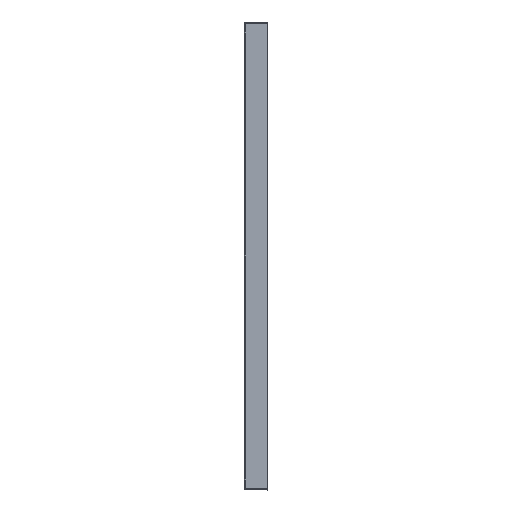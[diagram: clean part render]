
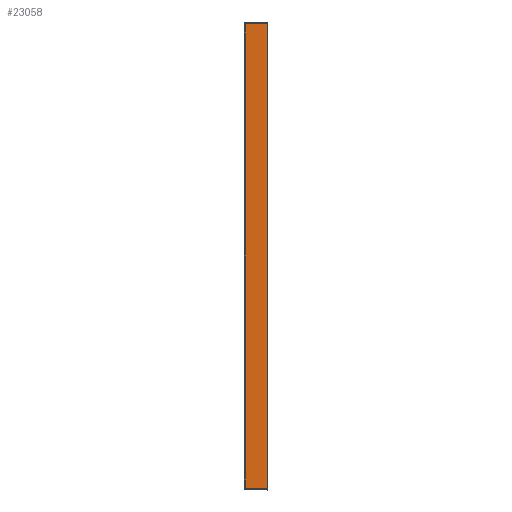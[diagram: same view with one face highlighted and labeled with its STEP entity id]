
A CAD part, left-side view. The second image highlights one B-rep face of the part: STEP entity #23058.
In plain terms, the highlighted planar face has unit normal (-0.999, 0.035, 0).
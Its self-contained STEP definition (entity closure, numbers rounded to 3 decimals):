
#389=CARTESIAN_POINT('',(-700.,-40.,435.501));
#1524=CARTESIAN_POINT('',(-698.673,-1.986,
327.5));
#1564=DIRECTION('',(0.,0.,-1.));
#1565=VECTOR('',#1564,796.002);
#1566=CARTESIAN_POINT('',(-700.,-40.,
435.501));
#1567=LINE('',#1566,#1565);
#1568=DIRECTION('',(0.035,0.999,0.035));
#1569=VECTOR('',#1568,38.115);
#1570=CARTESIAN_POINT('',(-700.,-40.,
-360.501));
#1571=LINE('',#1570,#1569);
#1572=CARTESIAN_POINT('',(-698.671,-1.932,
-359.172));
#1573=CARTESIAN_POINT('',(-698.671,-1.935,
-354.513));
#1574=CARTESIAN_POINT('',(-698.671,-1.942,
-345.418));
#1575=CARTESIAN_POINT('',(-698.671,-1.952,
-332.428));
#1576=CARTESIAN_POINT('',(-698.672,-1.96,
-320.13));
#1577=CARTESIAN_POINT('',(-698.672,-1.968,
-307.92));
#1578=CARTESIAN_POINT('',(-698.672,-1.974,
-297.297));
#1579=CARTESIAN_POINT('',(-698.672,-1.979,
-286.014));
#1580=CARTESIAN_POINT('',(-698.672,-1.983,
-275.209));
#1581=CARTESIAN_POINT('',(-698.673,-1.986,
-264.294));
#1582=CARTESIAN_POINT('',(-698.673,-1.986,
-256.494));
#1583=CARTESIAN_POINT('',(-698.673,-1.986,
-252.5));
#1585=CARTESIAN_POINT('',(-698.673,-1.986,
-252.5));
#1586=CARTESIAN_POINT('',(-698.673,-1.986,
-221.007));
#1587=CARTESIAN_POINT('',(-698.672,-1.97,
-158.127));
#1588=CARTESIAN_POINT('',(-698.671,-1.933,
-61.461));
#1589=CARTESIAN_POINT('',(-698.67,-1.924,
3.713));
#1590=CARTESIAN_POINT('',(-698.671,-1.93,
37.5));
#1592=DIRECTION('',(0.,0.,1.));
#1593=VECTOR('',#1592,290.);
#1594=CARTESIAN_POINT('',(-698.671,-1.93,
37.5));
#1595=LINE('',#1594,#1593);
#1596=CARTESIAN_POINT('',(-698.673,-1.986,
327.5));
#1597=CARTESIAN_POINT('',(-698.673,-1.986,
339.368));
#1598=CARTESIAN_POINT('',(-698.672,-1.98,
362.925));
#1599=CARTESIAN_POINT('',(-698.672,-1.959,
398.482));
#1600=CARTESIAN_POINT('',(-698.671,-1.941,
422.171));
#1601=CARTESIAN_POINT('',(-698.671,-1.932,
434.172));
#1603=DIRECTION('',(-0.035,-0.999,0.035));
#1604=VECTOR('',#1603,38.115);
#1605=CARTESIAN_POINT('',(-698.671,-1.932,
434.172));
#1606=LINE('',#1605,#1604);
#19000=CARTESIAN_POINT('',(-698.671,-1.932,
434.172));
#19001=VERTEX_POINT('',#19000);
#19002=VERTEX_POINT('',#389);
#20326=CARTESIAN_POINT('',(-698.671,-1.93,
37.5));
#20327=VERTEX_POINT('',#20326);
#20328=VERTEX_POINT('',#1524);
#20329=CARTESIAN_POINT('',(-700.,-40.,
-360.501));
#20330=VERTEX_POINT('',#20329);
#20331=CARTESIAN_POINT('',(-698.671,-1.932,
-359.172));
#20332=VERTEX_POINT('',#20331);
#20333=VERTEX_POINT('',#1583);
#23041=CARTESIAN_POINT('',(-699.335,-20.964,37.5));
#23042=DIRECTION('',(0.999,-0.035,0.));
#23043=DIRECTION('',(0.035,0.999,0.));
#23044=AXIS2_PLACEMENT_3D('',#23041,#23042,#23043);
#23045=PLANE('',#23044);
#23046=ORIENTED_EDGE('',*,*,#21281,.T.);
#23048=ORIENTED_EDGE('',*,*,#23047,.T.);
#23050=ORIENTED_EDGE('',*,*,#23049,.T.);
#23052=ORIENTED_EDGE('',*,*,#23051,.T.);
#23053=ORIENTED_EDGE('',*,*,#22972,.T.);
#23054=ORIENTED_EDGE('',*,*,#23011,.T.);
#23055=ORIENTED_EDGE('',*,*,#21240,.T.);
#23056=EDGE_LOOP('',(#23046,#23048,#23050,#23052,#23053,#23054,#23055));
#23057=FACE_OUTER_BOUND('',#23056,.F.);
#23058=ADVANCED_FACE('',(#23057),#23045,.F.);
#1584=B_SPLINE_CURVE_WITH_KNOTS('',3,(#1572,#1573,#1574,#1575,#1576,#1577,#1578,
#1579,#1580,#1581,#1582,#1583),.UNSPECIFIED.,.F.,.F.,(4,1,1,1,1,1,1,1,1,4),
(0.,0.111,0.222,0.333,0.444,
0.556,0.667,0.778,0.889,1.),
.UNSPECIFIED.);
#1591=B_SPLINE_CURVE_WITH_KNOTS('',3,(#1585,#1586,#1587,#1588,#1589,#1590),
.UNSPECIFIED.,.F.,.F.,(4,1,1,4),(0.,0.326,0.65,1.),
.UNSPECIFIED.);
#1602=B_SPLINE_CURVE_WITH_KNOTS('',3,(#1596,#1597,#1598,#1599,#1600,#1601),
.UNSPECIFIED.,.F.,.F.,(4,1,1,4),(0.,0.334,0.662,1.),
.UNSPECIFIED.);
#21240=EDGE_CURVE('',#19001,#19002,#1606,.T.);
#21281=EDGE_CURVE('',#19002,#20330,#1567,.T.);
#22972=EDGE_CURVE('',#20327,#20328,#1595,.T.);
#23011=EDGE_CURVE('',#20328,#19001,#1602,.T.);
#23047=EDGE_CURVE('',#20330,#20332,#1571,.T.);
#23049=EDGE_CURVE('',#20332,#20333,#1584,.T.);
#23051=EDGE_CURVE('',#20333,#20327,#1591,.T.);
